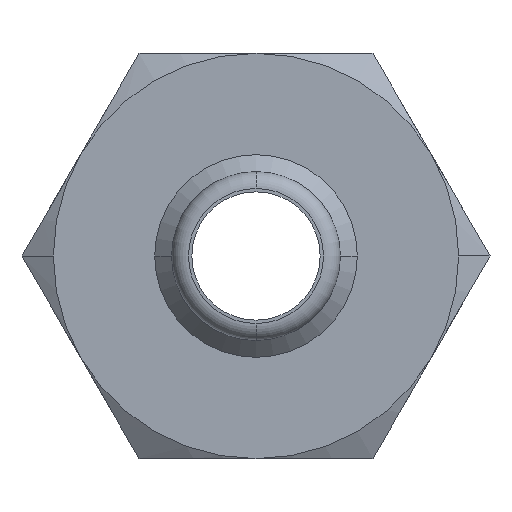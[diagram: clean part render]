
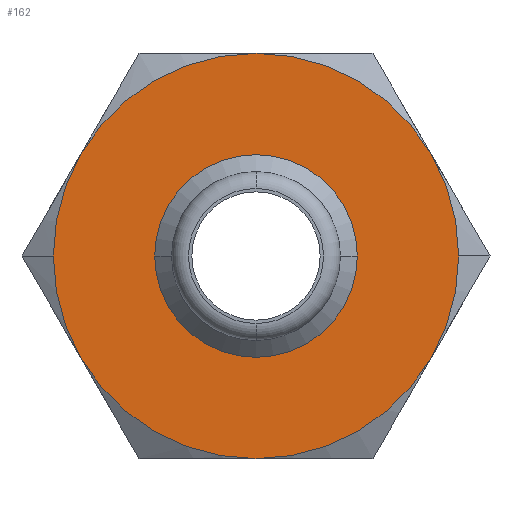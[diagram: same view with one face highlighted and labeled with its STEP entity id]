
A CAD part, front view. The second image highlights one B-rep face of the part: STEP entity #162.
In plain terms, the highlighted planar face has unit normal (0, -1, 0).
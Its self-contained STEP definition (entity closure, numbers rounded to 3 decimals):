
#162=ADVANCED_FACE('',(#323,#324),#325,.T.);
#323=FACE_OUTER_BOUND('',#478,.T.);
#324=FACE_BOUND('',#479,.T.);
#325=PLANE('',#480);
#478=EDGE_LOOP('',(#854,#855,#856,#857,#858,#859,#860,#861));
#479=EDGE_LOOP('',(#862,#863));
#480=AXIS2_PLACEMENT_3D('',#864,#865,#866);
#854=ORIENTED_EDGE('',*,*,#917,.F.);
#855=ORIENTED_EDGE('',*,*,#969,.F.);
#856=ORIENTED_EDGE('',*,*,#1017,.F.);
#857=ORIENTED_EDGE('',*,*,#905,.F.);
#858=ORIENTED_EDGE('',*,*,#993,.F.);
#859=ORIENTED_EDGE('',*,*,#935,.F.);
#860=ORIENTED_EDGE('',*,*,#1032,.F.);
#861=ORIENTED_EDGE('',*,*,#909,.F.);
#862=ORIENTED_EDGE('',*,*,#979,.F.);
#863=ORIENTED_EDGE('',*,*,#961,.F.);
#864=CARTESIAN_POINT('',(6.0,20.0,0.0));
#865=DIRECTION('',(-0.0,-1.0,-0.0));
#866=DIRECTION('',(-1.0,0.0,0.0));
#905=EDGE_CURVE('',#1070,#1072,#1073,.T.);
#909=EDGE_CURVE('',#1076,#1079,#1080,.T.);
#917=EDGE_CURVE('',#1090,#1076,#1092,.T.);
#935=EDGE_CURVE('',#1119,#1116,#1121,.T.);
#961=EDGE_CURVE('',#1157,#1159,#1160,.T.);
#969=EDGE_CURVE('',#1168,#1090,#1170,.T.);
#979=EDGE_CURVE('',#1159,#1157,#1183,.T.);
#993=EDGE_CURVE('',#1116,#1070,#1198,.T.);
#1017=EDGE_CURVE('',#1072,#1168,#1225,.T.);
#1032=EDGE_CURVE('',#1079,#1119,#1242,.T.);
#1070=VERTEX_POINT('',#1284);
#1072=VERTEX_POINT('',#1287);
#1073=CIRCLE('',#1288,12.0);
#1076=VERTEX_POINT('',#1302);
#1079=VERTEX_POINT('',#1306);
#1080=CIRCLE('',#1307,12.0);
#1090=VERTEX_POINT('',#1340);
#1092=CIRCLE('',#1353,12.0);
#1116=VERTEX_POINT('',#1414);
#1119=VERTEX_POINT('',#1428);
#1121=CIRCLE('',#1441,12.0);
#1157=VERTEX_POINT('',#1581);
#1159=VERTEX_POINT('',#1584);
#1160=CIRCLE('',#1585,6.0);
#1168=VERTEX_POINT('',#1594);
#1170=CIRCLE('',#1607,12.0);
#1183=CIRCLE('',#1634,6.0);
#1198=CIRCLE('',#1660,12.0);
#1225=CIRCLE('',#1705,12.0);
#1242=CIRCLE('',#1746,12.0);
#1284=CARTESIAN_POINT('',(-12.0,20.0,0.));
#1287=CARTESIAN_POINT('',(-10.392,20.0,6.0));
#1288=AXIS2_PLACEMENT_3D('',#1786,#1787,#1788);
#1302=CARTESIAN_POINT('',(12.0,20.0,0.));
#1306=CARTESIAN_POINT('',(10.392,20.0,-6.0));
#1307=AXIS2_PLACEMENT_3D('',#1790,#1791,#1792);
#1340=CARTESIAN_POINT('',(10.392,20.0,6.0));
#1353=AXIS2_PLACEMENT_3D('',#1797,#1798,#1799);
#1414=CARTESIAN_POINT('',(-10.392,20.0,-6.0));
#1428=CARTESIAN_POINT('',(0.0,20.0,-12.0));
#1441=AXIS2_PLACEMENT_3D('',#1816,#1817,#1818);
#1581=CARTESIAN_POINT('',(6.0,20.0,0.));
#1584=CARTESIAN_POINT('',(-6.0,20.0,0.));
#1585=AXIS2_PLACEMENT_3D('',#1837,#1838,#1839);
#1594=CARTESIAN_POINT('',(0.,20.0,12.0));
#1607=AXIS2_PLACEMENT_3D('',#1850,#1851,#1852);
#1634=AXIS2_PLACEMENT_3D('',#1862,#1863,#1864);
#1660=AXIS2_PLACEMENT_3D('',#1883,#1884,#1885);
#1705=AXIS2_PLACEMENT_3D('',#1911,#1912,#1913);
#1746=AXIS2_PLACEMENT_3D('',#1925,#1926,#1927);
#1786=CARTESIAN_POINT('',(0.0,20.0,0.0));
#1787=DIRECTION('',(-0.0,1.0,0.0));
#1788=DIRECTION('',(1.0,0.0,0.0));
#1790=CARTESIAN_POINT('',(0.0,20.0,0.0));
#1791=DIRECTION('',(-0.0,1.0,0.0));
#1792=DIRECTION('',(1.0,0.0,0.0));
#1797=CARTESIAN_POINT('',(0.0,20.0,0.0));
#1798=DIRECTION('',(-0.0,1.0,0.0));
#1799=DIRECTION('',(1.0,0.0,0.0));
#1816=CARTESIAN_POINT('',(0.0,20.0,0.0));
#1817=DIRECTION('',(-0.0,1.0,0.0));
#1818=DIRECTION('',(1.0,0.0,0.0));
#1837=CARTESIAN_POINT('',(0.0,20.0,0.0));
#1838=DIRECTION('',(0.0,-1.0,0.0));
#1839=DIRECTION('',(1.0,0.0,0.0));
#1850=CARTESIAN_POINT('',(0.0,20.0,0.0));
#1851=DIRECTION('',(-0.0,1.0,0.0));
#1852=DIRECTION('',(1.0,0.0,0.0));
#1862=CARTESIAN_POINT('',(0.0,20.0,0.0));
#1863=DIRECTION('',(0.0,-1.0,0.0));
#1864=DIRECTION('',(1.0,0.0,0.0));
#1883=CARTESIAN_POINT('',(0.0,20.0,0.0));
#1884=DIRECTION('',(-0.0,1.0,0.0));
#1885=DIRECTION('',(1.0,0.0,0.0));
#1911=CARTESIAN_POINT('',(0.0,20.0,0.0));
#1912=DIRECTION('',(-0.0,1.0,0.0));
#1913=DIRECTION('',(1.0,0.0,0.0));
#1925=CARTESIAN_POINT('',(0.0,20.0,0.0));
#1926=DIRECTION('',(-0.0,1.0,0.0));
#1927=DIRECTION('',(1.0,0.0,0.0));
